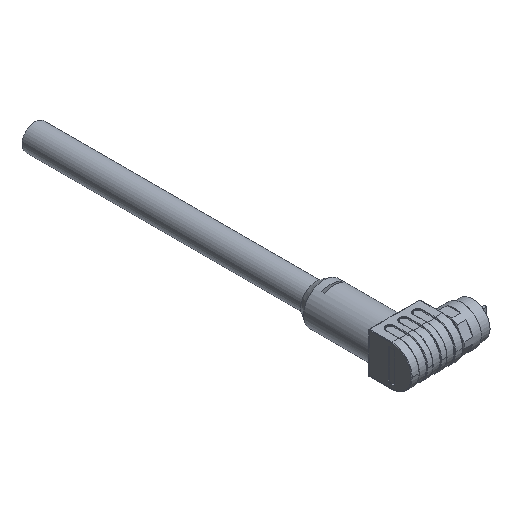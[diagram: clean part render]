
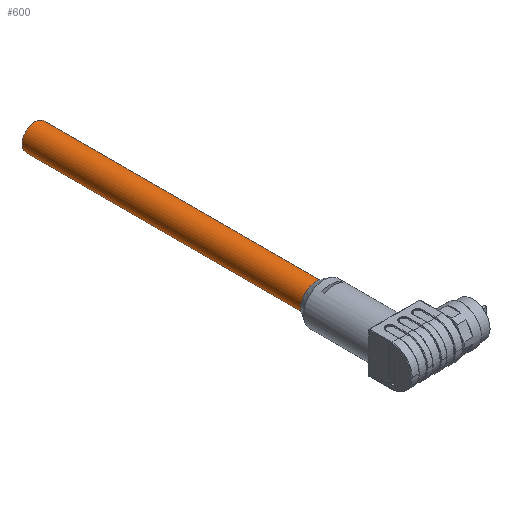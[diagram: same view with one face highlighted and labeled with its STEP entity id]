
A CAD part, isometric view. The second image highlights one B-rep face of the part: STEP entity #600.
In plain terms, the highlighted cylindrical face has radius 3.25 mm (diameter 6.5 mm), a full revolution.
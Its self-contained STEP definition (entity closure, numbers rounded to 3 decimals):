
#159=FACE_BOUND('',#1243,.T.);
#160=FACE_BOUND('',#1244,.T.);
#263=CYLINDRICAL_SURFACE('',#4831,3.25);
#600=ADVANCED_FACE('',(#159,#160),#263,.T.);
#1243=EDGE_LOOP('',(#2775));
#1244=EDGE_LOOP('',(#2776));
#1555=CIRCLE('',#4827,3.25);
#1556=CIRCLE('',#4829,3.25);
#2775=ORIENTED_EDGE('',*,*,#3751,.T.);
#2776=ORIENTED_EDGE('',*,*,#3750,.F.);
#3140=VERTEX_POINT('',#7807);
#3141=VERTEX_POINT('',#7810);
#3750=EDGE_CURVE('',#3140,#3140,#1555,.T.);
#3751=EDGE_CURVE('',#3141,#3141,#1556,.T.);
#4827=AXIS2_PLACEMENT_3D('',#7806,#6235,#6236);
#4829=AXIS2_PLACEMENT_3D('',#7809,#6239,#6240);
#4831=AXIS2_PLACEMENT_3D('',#7812,#6243,#6244);
#6235=DIRECTION('',(0.,-1.,0.));
#6236=DIRECTION('',(0.,0.,-1.));
#6239=DIRECTION('',(0.,-1.,0.));
#6240=DIRECTION('',(0.,0.,-1.));
#6243=DIRECTION('',(0.,-1.,0.));
#6244=DIRECTION('',(0.707,0.,-0.707));
#7806=CARTESIAN_POINT('',(105.675,14.501,0.));
#7807=CARTESIAN_POINT('',(105.675,14.501,-3.25));
#7809=CARTESIAN_POINT('',(105.675,85.499,0.));
#7810=CARTESIAN_POINT('',(105.675,85.499,-3.25));
#7812=CARTESIAN_POINT('',(105.675,64.975,0.));
